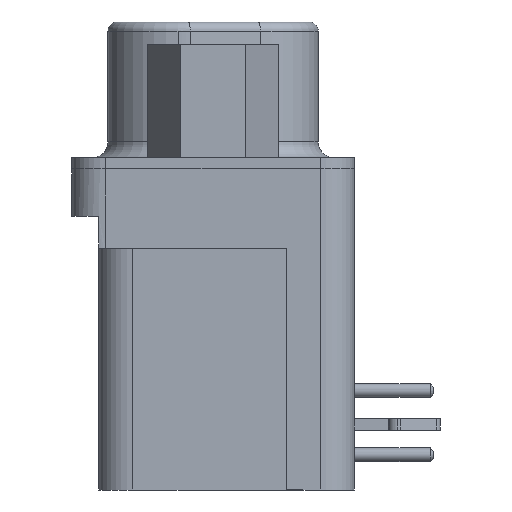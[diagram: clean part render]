
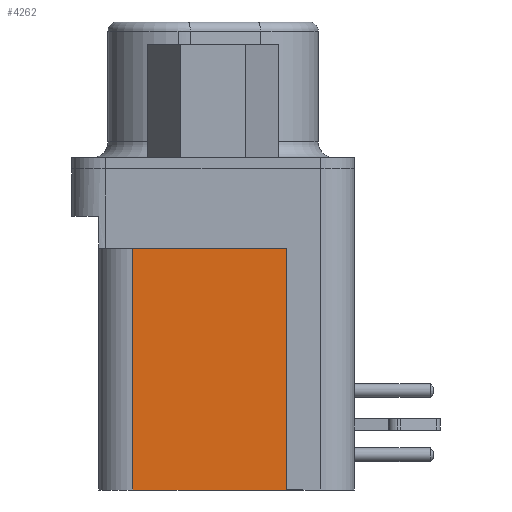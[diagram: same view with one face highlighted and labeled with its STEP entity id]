
A CAD part, left-side view. The second image highlights one B-rep face of the part: STEP entity #4262.
In plain terms, the highlighted planar face has unit normal (-1, 0, 0).
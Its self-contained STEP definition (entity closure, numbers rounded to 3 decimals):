
#1695 = LINE ( 'NONE', #1696, #1697 ) ;
#1696 = CARTESIAN_POINT ( 'NONE',  ( -9.1, -3.25, -3.5 ) ) ;
#1697 = VECTOR ( 'NONE', #1698, 1000. ) ;
#1698 = DIRECTION ( 'NONE',  ( 0., -1., 0. ) ) ;
#2290 = EDGE_CURVE ( 'NONE', #6463, #6304, #1695, .T. ) ;
#2774 = FACE_OUTER_BOUND ( 'NONE', #6095, .T. ) ;
#2775 = PLANE ( 'NONE',  #2776 ) ;
#2776 = AXIS2_PLACEMENT_3D ( 'NONE', #2777, #2778, #2779 ) ;
#2777 = CARTESIAN_POINT ( 'NONE',  ( -9.1, -6.25, -14.2 ) ) ;
#2778 = DIRECTION ( 'NONE',  ( -1., 0., 0. ) ) ;
#2779 = DIRECTION ( 'NONE',  ( 0., -1., 0. ) ) ;
#3520 = LINE ( 'NONE', #3521, #3522 ) ;
#3521 = CARTESIAN_POINT ( 'NONE',  ( -9.1, 3.55, -14.2 ) ) ;
#3522 = VECTOR ( 'NONE', #3523, 1000. ) ;
#3523 = DIRECTION ( 'NONE',  ( 0., 0., 1. ) ) ;
#3888 = LINE ( 'NONE', #3889, #3890 ) ;
#3889 = CARTESIAN_POINT ( 'NONE',  ( -9.1, -6.25, -14.2 ) ) ;
#3890 = VECTOR ( 'NONE', #3891, 1000. ) ;
#3891 = DIRECTION ( 'NONE',  ( 0., -1., 0. ) ) ;
#4208 = CARTESIAN_POINT ( 'NONE',  ( -9.1, -3.25, -14.2 ) ) ;
#4262 = ADVANCED_FACE ( 'NONE', ( #2774 ), #2775, .T. ) ;
#4671 = CARTESIAN_POINT ( 'NONE',  ( -9.1, 3.55, -14.2 ) ) ;
#5004 = LINE ( 'NONE', #5005, #5006 ) ;
#5005 = CARTESIAN_POINT ( 'NONE',  ( -9.1, -3.25, -14.2 ) ) ;
#5006 = VECTOR ( 'NONE', #5007, 1000. ) ;
#5007 = DIRECTION ( 'NONE',  ( 0., 0., -1. ) ) ;
#5047 = CARTESIAN_POINT ( 'NONE',  ( -9.1, -3.25, -3.5 ) ) ;
#5499 = CARTESIAN_POINT ( 'NONE',  ( -9.1, 3.55, -3.5 ) ) ;
#5543 = ORIENTED_EDGE ( 'NONE', *, *, #5636, .F. ) ;
#5636 = EDGE_CURVE ( 'NONE', #7553, #6463, #3520, .T. ) ;
#5992 = EDGE_CURVE ( 'NONE', #7553, #6090, #3888, .T. ) ;
#6090 = VERTEX_POINT ( 'NONE', #4208 ) ;
#6095 = EDGE_LOOP ( 'NONE', ( #7453, #5543, #7450, #6716 ) ) ;
#6294 = EDGE_CURVE ( 'NONE', #6304, #6090, #5004, .T. ) ;
#6304 = VERTEX_POINT ( 'NONE', #5047 ) ;
#6463 = VERTEX_POINT ( 'NONE', #5499 ) ;
#6716 = ORIENTED_EDGE ( 'NONE', *, *, #6294, .F. ) ;
#7450 = ORIENTED_EDGE ( 'NONE', *, *, #5992, .T. ) ;
#7453 = ORIENTED_EDGE ( 'NONE', *, *, #2290, .F. ) ;
#7553 = VERTEX_POINT ( 'NONE', #4671 ) ;
